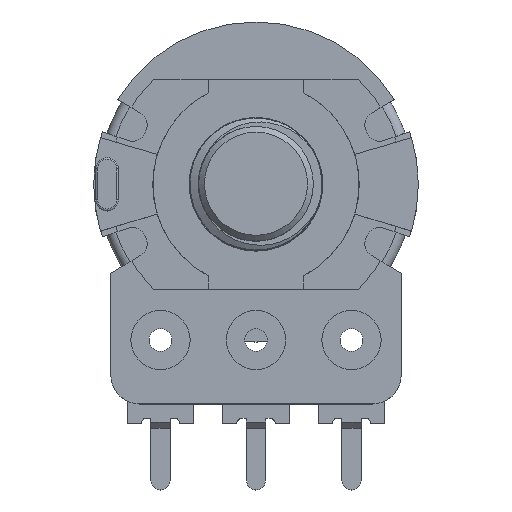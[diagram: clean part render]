
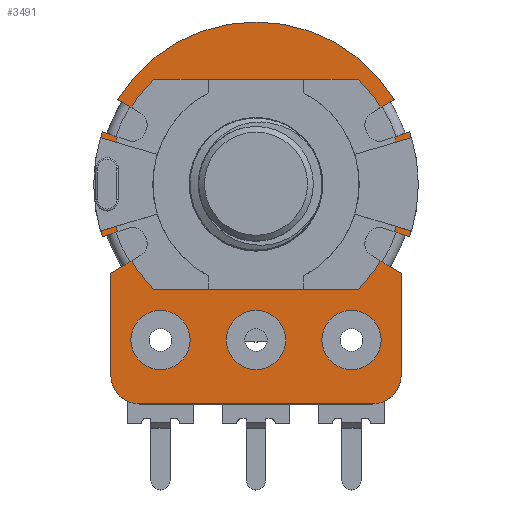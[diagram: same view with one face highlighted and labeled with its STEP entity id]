
A CAD part, top view. The second image highlights one B-rep face of the part: STEP entity #3491.
In plain terms, the highlighted planar face has unit normal (0, 0, 1).
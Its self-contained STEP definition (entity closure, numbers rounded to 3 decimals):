
#32=FACE_BOUND('',#461,.T.);
#33=FACE_BOUND('',#462,.T.);
#34=FACE_BOUND('',#463,.T.);
#87=PLANE('',#3772);
#254=FACE_OUTER_BOUND('',#460,.T.);
#460=EDGE_LOOP('',(#2732,#2733,#2734,#2735,#2736,#2737,#2738,#2739,#2740,
#2741,#2742,#2743,#2744,#2745,#2746,#2747,#2748,#2749,#2750,#2751));
#461=EDGE_LOOP('',(#2752));
#462=EDGE_LOOP('',(#2753));
#463=EDGE_LOOP('',(#2754));
#629=CIRCLE('',#3726,7.75);
#631=CIRCLE('',#3732,7.75);
#633=CIRCLE('',#3738,7.75);
#635=CIRCLE('',#3741,7.75);
#636=CIRCLE('',#3747,8.5);
#639=CIRCLE('',#3751,8.5);
#640=CIRCLE('',#3753,8.5);
#643=CIRCLE('',#3757,1.);
#645=CIRCLE('',#3760,1.);
#647=CIRCLE('',#3763,1.);
#648=CIRCLE('',#3765,1.5);
#650=CIRCLE('',#3768,1.5);
#872=LINE('',#6732,#1192);
#876=LINE('',#6739,#1196);
#879=LINE('',#6747,#1199);
#883=LINE('',#6759,#1203);
#887=LINE('',#6768,#1207);
#891=LINE('',#6777,#1211);
#896=LINE('',#6795,#1216);
#900=LINE('',#6802,#1220);
#903=LINE('',#6808,#1223);
#904=LINE('',#6811,#1224);
#912=LINE('',#6855,#1232);
#1192=VECTOR('',#4277,10.);
#1196=VECTOR('',#4283,10.);
#1199=VECTOR('',#4288,10.);
#1203=VECTOR('',#4300,10.);
#1207=VECTOR('',#4306,10.);
#1211=VECTOR('',#4312,10.);
#1216=VECTOR('',#4331,10.);
#1220=VECTOR('',#4337,10.);
#1223=VECTOR('',#4342,10.);
#1224=VECTOR('',#4345,10.);
#1232=VECTOR('',#4403,10.);
#1536=VERTEX_POINT('',#6723);
#1537=VERTEX_POINT('',#6725);
#1539=VERTEX_POINT('',#6731);
#1541=VERTEX_POINT('',#6737);
#1544=VERTEX_POINT('',#6744);
#1545=VERTEX_POINT('',#6746);
#1547=VERTEX_POINT('',#6752);
#1549=VERTEX_POINT('',#6758);
#1552=VERTEX_POINT('',#6765);
#1553=VERTEX_POINT('',#6767);
#1556=VERTEX_POINT('',#6774);
#1557=VERTEX_POINT('',#6776);
#1560=VERTEX_POINT('',#6786);
#1561=VERTEX_POINT('',#6788);
#1563=VERTEX_POINT('',#6794);
#1565=VERTEX_POINT('',#6800);
#1567=VERTEX_POINT('',#6806);
#1568=VERTEX_POINT('',#6810);
#1571=VERTEX_POINT('',#6827);
#1573=VERTEX_POINT('',#6833);
#1575=VERTEX_POINT('',#6839);
#1576=VERTEX_POINT('',#6843);
#1578=VERTEX_POINT('',#6849);
#1935=EDGE_CURVE('',#1537,#1536,#629,.T.);
#1938=EDGE_CURVE('',#1539,#1537,#872,.T.);
#1942=EDGE_CURVE('',#1536,#1541,#876,.T.);
#1945=EDGE_CURVE('',#1545,#1544,#879,.T.);
#1948=EDGE_CURVE('',#1547,#1545,#631,.T.);
#1951=EDGE_CURVE('',#1549,#1547,#883,.T.);
#1955=EDGE_CURVE('',#1553,#1552,#887,.T.);
#1959=EDGE_CURVE('',#1557,#1556,#891,.T.);
#1962=EDGE_CURVE('',#1552,#1557,#633,.T.);
#1965=EDGE_CURVE('',#1561,#1560,#635,.T.);
#1968=EDGE_CURVE('',#1563,#1561,#896,.T.);
#1972=EDGE_CURVE('',#1560,#1565,#900,.T.);
#1975=EDGE_CURVE('',#1567,#1541,#903,.T.);
#1976=EDGE_CURVE('',#1568,#1549,#904,.T.);
#1979=EDGE_CURVE('',#1553,#1565,#636,.T.);
#1982=EDGE_CURVE('',#1563,#1544,#639,.T.);
#1983=EDGE_CURVE('',#1539,#1556,#640,.T.);
#1987=EDGE_CURVE('',#1571,#1571,#643,.T.);
#1990=EDGE_CURVE('',#1573,#1573,#645,.T.);
#1993=EDGE_CURVE('',#1575,#1575,#647,.T.);
#1994=EDGE_CURVE('',#1568,#1576,#648,.T.);
#1997=EDGE_CURVE('',#1578,#1567,#650,.T.);
#2000=EDGE_CURVE('',#1576,#1578,#912,.T.);
#2732=ORIENTED_EDGE('',*,*,#1942,.T.);
#2733=ORIENTED_EDGE('',*,*,#1975,.F.);
#2734=ORIENTED_EDGE('',*,*,#1997,.F.);
#2735=ORIENTED_EDGE('',*,*,#2000,.F.);
#2736=ORIENTED_EDGE('',*,*,#1994,.F.);
#2737=ORIENTED_EDGE('',*,*,#1976,.T.);
#2738=ORIENTED_EDGE('',*,*,#1951,.T.);
#2739=ORIENTED_EDGE('',*,*,#1948,.T.);
#2740=ORIENTED_EDGE('',*,*,#1945,.T.);
#2741=ORIENTED_EDGE('',*,*,#1982,.F.);
#2742=ORIENTED_EDGE('',*,*,#1968,.T.);
#2743=ORIENTED_EDGE('',*,*,#1965,.T.);
#2744=ORIENTED_EDGE('',*,*,#1972,.T.);
#2745=ORIENTED_EDGE('',*,*,#1979,.F.);
#2746=ORIENTED_EDGE('',*,*,#1955,.T.);
#2747=ORIENTED_EDGE('',*,*,#1962,.T.);
#2748=ORIENTED_EDGE('',*,*,#1959,.T.);
#2749=ORIENTED_EDGE('',*,*,#1983,.F.);
#2750=ORIENTED_EDGE('',*,*,#1938,.T.);
#2751=ORIENTED_EDGE('',*,*,#1935,.T.);
#2752=ORIENTED_EDGE('',*,*,#1993,.F.);
#2753=ORIENTED_EDGE('',*,*,#1990,.F.);
#2754=ORIENTED_EDGE('',*,*,#1987,.F.);
#3491=ADVANCED_FACE('',(#254,#32,#33,#34),#87,.F.);
#3726=AXIS2_PLACEMENT_3D('',#6726,#4271,#4272);
#3732=AXIS2_PLACEMENT_3D('',#6753,#4294,#4295);
#3738=AXIS2_PLACEMENT_3D('',#6781,#4318,#4319);
#3741=AXIS2_PLACEMENT_3D('',#6789,#4325,#4326);
#3747=AXIS2_PLACEMENT_3D('',#6816,#4350,#4351);
#3751=AXIS2_PLACEMENT_3D('',#6820,#4358,#4359);
#3753=AXIS2_PLACEMENT_3D('',#6822,#4362,#4363);
#3757=AXIS2_PLACEMENT_3D('',#6829,#4371,#4372);
#3760=AXIS2_PLACEMENT_3D('',#6835,#4378,#4379);
#3763=AXIS2_PLACEMENT_3D('',#6841,#4385,#4386);
#3765=AXIS2_PLACEMENT_3D('',#6844,#4389,#4390);
#3768=AXIS2_PLACEMENT_3D('',#6850,#4396,#4397);
#3772=AXIS2_PLACEMENT_3D('',#6858,#4407,#4408);
#4271=DIRECTION('center_axis',(0.,0.,1.));
#4272=DIRECTION('ref_axis',(-1.,0.,0.));
#4277=DIRECTION('',(0.946,0.324,0.));
#4283=DIRECTION('',(-0.852,-0.524,0.));
#4288=DIRECTION('',(0.946,-0.324,0.));
#4294=DIRECTION('center_axis',(0.,0.,1.));
#4295=DIRECTION('ref_axis',(-1.,0.,0.));
#4300=DIRECTION('',(-0.852,0.524,0.));
#4306=DIRECTION('',(0.852,-0.524,0.));
#4312=DIRECTION('',(-0.946,0.324,0.));
#4318=DIRECTION('center_axis',(0.,0.,1.));
#4319=DIRECTION('ref_axis',(-1.,0.,0.));
#4325=DIRECTION('center_axis',(0.,0.,1.));
#4326=DIRECTION('ref_axis',(-1.,0.,0.));
#4331=DIRECTION('',(-0.946,-0.324,0.));
#4337=DIRECTION('',(0.852,0.524,0.));
#4342=DIRECTION('',(0.,1.,0.));
#4345=DIRECTION('',(0.,1.,0.));
#4350=DIRECTION('center_axis',(0.,0.,-1.));
#4351=DIRECTION('ref_axis',(-0.894,-0.448,0.));
#4358=DIRECTION('center_axis',(0.,0.,-1.));
#4359=DIRECTION('ref_axis',(-0.894,-0.448,0.));
#4362=DIRECTION('center_axis',(0.,0.,-1.));
#4363=DIRECTION('ref_axis',(-0.894,-0.448,0.));
#4371=DIRECTION('center_axis',(0.,0.,1.));
#4372=DIRECTION('ref_axis',(1.,0.,0.));
#4378=DIRECTION('center_axis',(0.,0.,1.));
#4379=DIRECTION('ref_axis',(1.,0.,0.));
#4385=DIRECTION('center_axis',(0.,0.,1.));
#4386=DIRECTION('ref_axis',(1.,0.,0.));
#4389=DIRECTION('center_axis',(0.,0.,-1.));
#4390=DIRECTION('ref_axis',(1.,0.,0.));
#4396=DIRECTION('center_axis',(0.,0.,-1.));
#4397=DIRECTION('ref_axis',(0.,-1.,0.));
#4403=DIRECTION('',(-1.,0.,0.));
#4407=DIRECTION('center_axis',(0.,0.,-1.));
#4408=DIRECTION('ref_axis',(1.,0.,0.));
#6723=CARTESIAN_POINT('',(-6.603,-4.057,8.7));
#6725=CARTESIAN_POINT('',(-7.332,-2.511,8.7));
#6726=CARTESIAN_POINT('Origin',(0.,0.,8.7));
#6731=CARTESIAN_POINT('',(-8.042,-2.754,8.7));
#6732=CARTESIAN_POINT('',(-4.251,-1.456,8.7));
#6737=CARTESIAN_POINT('',(-7.6,-4.67,8.7));
#6739=CARTESIAN_POINT('',(-3.636,-2.234,8.7));
#6744=CARTESIAN_POINT('',(8.042,-2.754,8.7));
#6746=CARTESIAN_POINT('',(7.332,-2.511,8.7));
#6747=CARTESIAN_POINT('',(3.896,-1.334,8.7));
#6752=CARTESIAN_POINT('',(6.603,-4.057,8.7));
#6753=CARTESIAN_POINT('Origin',(0.,0.,8.7));
#6758=CARTESIAN_POINT('',(7.6,-4.67,8.7));
#6759=CARTESIAN_POINT('',(4.135,-2.541,8.7));
#6765=CARTESIAN_POINT('',(-6.603,4.057,8.7));
#6767=CARTESIAN_POINT('',(-7.242,4.45,8.7));
#6768=CARTESIAN_POINT('',(-3.286,2.019,8.7));
#6774=CARTESIAN_POINT('',(-8.042,2.754,8.7));
#6776=CARTESIAN_POINT('',(-7.332,2.511,8.7));
#6777=CARTESIAN_POINT('',(-3.436,1.177,8.7));
#6781=CARTESIAN_POINT('Origin',(0.,0.,8.7));
#6786=CARTESIAN_POINT('',(6.603,4.057,8.7));
#6788=CARTESIAN_POINT('',(7.332,2.511,8.7));
#6789=CARTESIAN_POINT('Origin',(0.,0.,8.7));
#6794=CARTESIAN_POINT('',(8.042,2.754,8.7));
#6795=CARTESIAN_POINT('',(3.791,1.298,8.7));
#6800=CARTESIAN_POINT('',(7.242,4.45,8.7));
#6802=CARTESIAN_POINT('',(2.967,1.823,8.7));
#6806=CARTESIAN_POINT('',(-7.6,-10.,8.7));
#6808=CARTESIAN_POINT('',(-7.6,-10.,8.7));
#6810=CARTESIAN_POINT('',(7.6,-10.,8.7));
#6811=CARTESIAN_POINT('',(7.6,-10.,8.7));
#6816=CARTESIAN_POINT('Origin',(0.,0.,8.7));
#6820=CARTESIAN_POINT('Origin',(0.,0.,8.7));
#6822=CARTESIAN_POINT('Origin',(0.,0.,8.7));
#6827=CARTESIAN_POINT('',(4.,-8.15,8.7));
#6829=CARTESIAN_POINT('Origin',(5.,-8.15,8.7));
#6833=CARTESIAN_POINT('',(-6.,-8.15,8.7));
#6835=CARTESIAN_POINT('Origin',(-5.,-8.15,8.7));
#6839=CARTESIAN_POINT('',(-1.,-8.15,8.7));
#6841=CARTESIAN_POINT('Origin',(0.,-8.15,8.7));
#6843=CARTESIAN_POINT('',(6.1,-11.5,8.7));
#6844=CARTESIAN_POINT('Origin',(6.1,-10.,8.7));
#6849=CARTESIAN_POINT('',(-6.1,-11.5,8.7));
#6850=CARTESIAN_POINT('Origin',(-6.1,-10.,8.7));
#6855=CARTESIAN_POINT('',(0.,-11.5,8.7));
#6858=CARTESIAN_POINT('Origin',(0.,-1.5,8.7));
